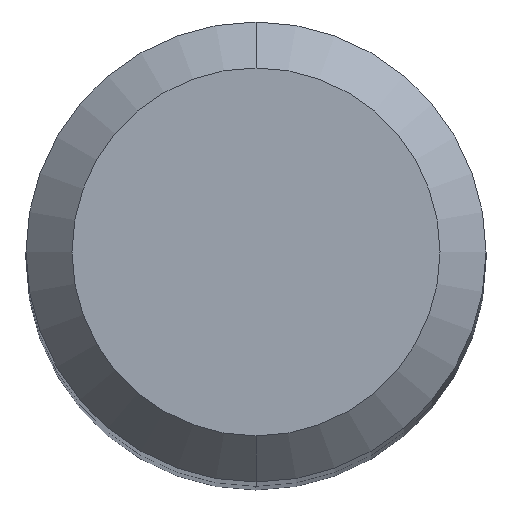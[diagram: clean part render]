
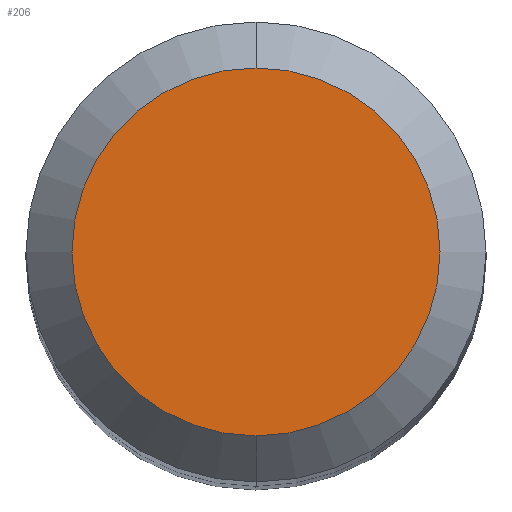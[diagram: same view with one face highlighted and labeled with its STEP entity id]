
A CAD part, top view. The second image highlights one B-rep face of the part: STEP entity #206.
In plain terms, the highlighted planar face has unit normal (0, 0, 1).
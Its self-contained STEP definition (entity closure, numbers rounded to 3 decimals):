
#27 = CARTESIAN_POINT ( 'NONE',  ( 0., 0., 80. ) ) ;
#48 = CIRCLE ( 'NONE', #197, 3.2 ) ;
#60 = DIRECTION ( 'NONE',  ( 0., 0., -1. ) ) ;
#75 = EDGE_CURVE ( 'NONE', #139, #305, #48, .T. ) ;
#85 = AXIS2_PLACEMENT_3D ( 'NONE', #253, #60, #162 ) ;
#87 = PLANE ( 'NONE',  #85 ) ;
#92 = DIRECTION ( 'NONE',  ( 0., 0., -1. ) ) ;
#100 = CARTESIAN_POINT ( 'NONE',  ( 0., -3.2, 80. ) ) ;
#105 = CARTESIAN_POINT ( 'NONE',  ( 0., 0., 80. ) ) ;
#135 = DIRECTION ( 'NONE',  ( 0., 1., 0. ) ) ;
#136 = CIRCLE ( 'NONE', #308, 3.2 ) ;
#139 = VERTEX_POINT ( 'NONE', #209 ) ;
#162 = DIRECTION ( 'NONE',  ( 0., 1., 0. ) ) ;
#180 = ORIENTED_EDGE ( 'NONE', *, *, #75, .F. ) ;
#197 = AXIS2_PLACEMENT_3D ( 'NONE', #105, #294, #295 ) ;
#206 = ADVANCED_FACE ( 'NONE', ( #297 ), #87, .F. ) ;
#209 = CARTESIAN_POINT ( 'NONE',  ( 0., 3.2, 80. ) ) ;
#253 = CARTESIAN_POINT ( 'NONE',  ( 0., 0., 80. ) ) ;
#254 = ORIENTED_EDGE ( 'NONE', *, *, #260, .F. ) ;
#260 = EDGE_CURVE ( 'NONE', #305, #139, #136, .T. ) ;
#279 = EDGE_LOOP ( 'NONE', ( #180, #254 ) ) ;
#294 = DIRECTION ( 'NONE',  ( 0., 0., -1. ) ) ;
#295 = DIRECTION ( 'NONE',  ( 0., 1., 0. ) ) ;
#297 = FACE_OUTER_BOUND ( 'NONE', #279, .T. ) ;
#305 = VERTEX_POINT ( 'NONE', #100 ) ;
#308 = AXIS2_PLACEMENT_3D ( 'NONE', #27, #92, #135 ) ;
